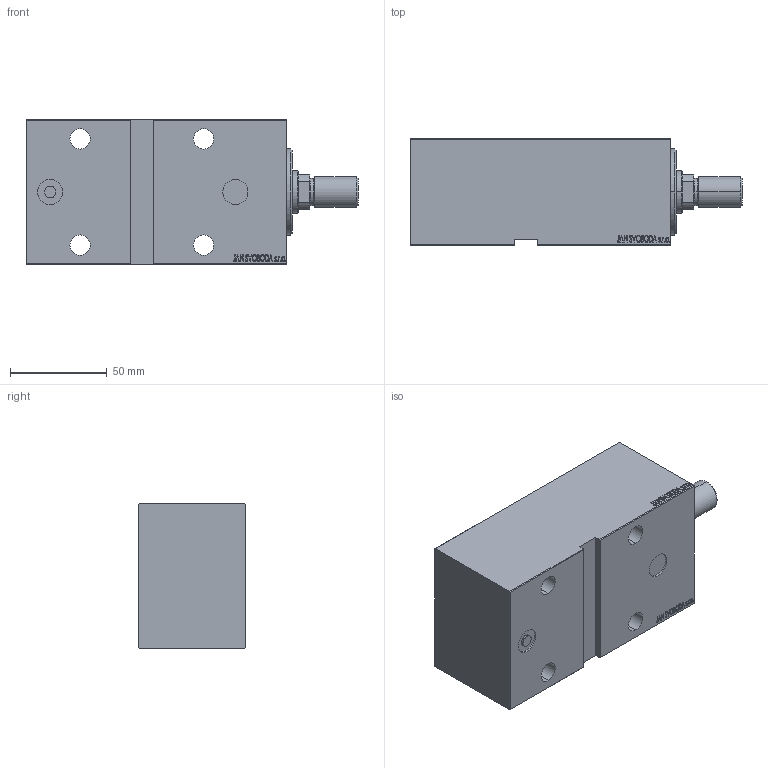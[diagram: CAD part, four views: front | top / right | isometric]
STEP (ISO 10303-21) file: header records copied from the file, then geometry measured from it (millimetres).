
FILE_DESCRIPTION (( 'STEP AP203' ), '1' );
FILE_NAME ('c813.STEP', '2024-02-12T01:09:27', ( '' ), ( '' ), 'SwSTEP 2.0', 'SolidWorks 2019', '' );
FILE_SCHEMA (( 'CONFIG_CONTROL_DESIGN' ));
Length unit declared in the file: millimetre
Products named in the file (5): V450CM_E_Body d2c142ed57c4cafb50bdbf6017d0ba17; c813; V450CM_E_VCP d2c142ed57c4cafb50bdbf6017d0ba17; V450CM_VC_B d2c142ed57c4cafb50bdbf6017d0ba17; V450CM_MALE_METRIC d2c142ed57c4cafb50bdbf6017d0ba17
Assembly tree (4 placements, depth 2):
  c813
    V450CM_E_Body d2c142ed57c4cafb50bdbf6017d0ba17
    V450CM_E_VCP d2c142ed57c4cafb50bdbf6017d0ba17
    V450CM_VC_B d2c142ed57c4cafb50bdbf6017d0ba17
    V450CM_MALE_METRIC d2c142ed57c4cafb50bdbf6017d0ba17
Bounding box: 172 x 55 x 75 mm (x, y, z)
Volume: 506646.3 mm3; surface area: 84688 mm2
Topology: 4 solids, 4 shells, 859 faces, 2202 edges, 1459 vertices
Faces by surface type: plane 411, bspline 380, cylinder 48, cone 18, torus 2
Entity records: 43277 total; most frequent: CARTESIAN_POINT 24385, ORIENTED_EDGE 4400, DIRECTION 2524, EDGE_CURVE 2200, VERTEX_POINT 1459, VECTOR 1312, LINE 1312, EDGE_LOOP 979
